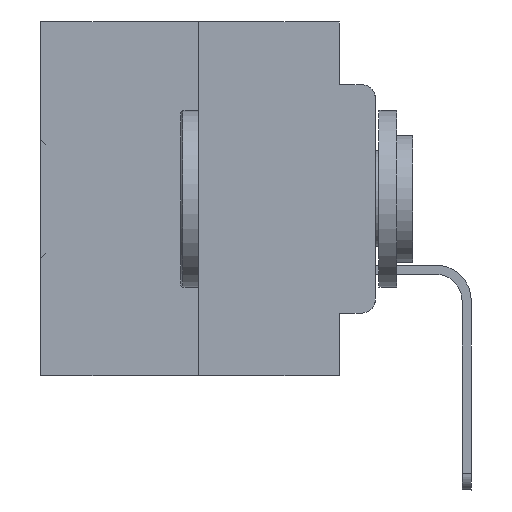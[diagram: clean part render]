
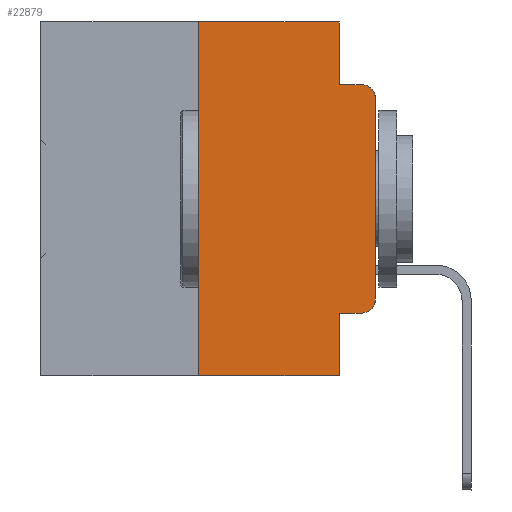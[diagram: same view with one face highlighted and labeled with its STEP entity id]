
A CAD part, left-side view. The second image highlights one B-rep face of the part: STEP entity #22879.
In plain terms, the highlighted planar face has unit normal (-1, 0, 0).
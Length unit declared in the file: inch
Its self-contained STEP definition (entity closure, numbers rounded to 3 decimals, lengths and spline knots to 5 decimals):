
#136 = LINE ( 'NONE', #6997, #7496 ) ;
#946 = VECTOR ( 'NONE', #31645, 39.37008 ) ;
#947 = CARTESIAN_POINT ( 'NONE',  ( 0., 0.051, -0.4115 ) ) ;
#999 = ORIENTED_EDGE ( 'NONE', *, *, #31173, .F. ) ;
#1546 = DIRECTION ( 'NONE',  ( 0., 0., 1. ) ) ;
#2224 = DIRECTION ( 'NONE',  ( 0., 0., 1. ) ) ;
#2653 = CARTESIAN_POINT ( 'NONE',  ( 0., 0.25, 0. ) ) ;
#2734 = VERTEX_POINT ( 'NONE', #20023 ) ;
#3155 = CARTESIAN_POINT ( 'NONE',  ( 0., 0.473, 0. ) ) ;
#3794 = EDGE_CURVE ( 'NONE', #9550, #5193, #24827, .T. ) ;
#3799 = ORIENTED_EDGE ( 'NONE', *, *, #31123, .F. ) ;
#4382 = VECTOR ( 'NONE', #2224, 39.37008 ) ;
#4518 = CARTESIAN_POINT ( 'NONE',  ( 0., 0., -0.3915 ) ) ;
#4779 = AXIS2_PLACEMENT_3D ( 'NONE', #3155, #11449, #33027 ) ;
#5193 = VERTEX_POINT ( 'NONE', #4518 ) ;
#5226 = DIRECTION ( 'NONE',  ( 0., 0., -1. ) ) ;
#5429 = PLANE ( 'NONE',  #4779 ) ;
#6997 = CARTESIAN_POINT ( 'NONE',  ( 0., 0., 0. ) ) ;
#7254 = VERTEX_POINT ( 'NONE', #22996 ) ;
#7496 = VECTOR ( 'NONE', #1546, 39.37008 ) ;
#7812 = DIRECTION ( 'NONE',  ( 0., -1., 0. ) ) ;
#8364 = CARTESIAN_POINT ( 'NONE',  ( 0., 0.02, -0.4115 ) ) ;
#9349 = EDGE_CURVE ( 'NONE', #2734, #33324, #28774, .T. ) ;
#9550 = VERTEX_POINT ( 'NONE', #8364 ) ;
#9577 = LINE ( 'NONE', #17661, #946 ) ;
#11386 = EDGE_CURVE ( 'NONE', #35159, #34420, #32090, .T. ) ;
#11449 = DIRECTION ( 'NONE',  ( 1., 0., 0. ) ) ;
#12003 = VECTOR ( 'NONE', #33010, 39.37008 ) ;
#12176 = ORIENTED_EDGE ( 'NONE', *, *, #21836, .F. ) ;
#12184 = LINE ( 'NONE', #32361, #4382 ) ;
#12301 = EDGE_CURVE ( 'NONE', #5193, #2734, #136, .T. ) ;
#13859 = DIRECTION ( 'NONE',  ( 0., 0., -1. ) ) ;
#14194 = AXIS2_PLACEMENT_3D ( 'NONE', #18496, #21384, #5226 ) ;
#14455 = ORIENTED_EDGE ( 'NONE', *, *, #28220, .T. ) ;
#14821 = EDGE_CURVE ( 'NONE', #35159, #22875, #12184, .T. ) ;
#16617 = CARTESIAN_POINT ( 'NONE',  ( 0., 0.02, -0.0885 ) ) ;
#17661 = CARTESIAN_POINT ( 'NONE',  ( 0., 0.473, 0. ) ) ;
#17794 = AXIS2_PLACEMENT_3D ( 'NONE', #28088, #28208, #33516 ) ;
#18463 = VECTOR ( 'NONE', #13859, 39.37008 ) ;
#18496 = CARTESIAN_POINT ( 'NONE',  ( 0., 0.02, -0.1085 ) ) ;
#18683 = VERTEX_POINT ( 'NONE', #20815 ) ;
#18973 = CARTESIAN_POINT ( 'NONE',  ( 0., 0.051, -0.5 ) ) ;
#19516 = CARTESIAN_POINT ( 'NONE',  ( 0., 0.051, 0. ) ) ;
#19641 = CARTESIAN_POINT ( 'NONE',  ( 0., 0.051, 0. ) ) ;
#20023 = CARTESIAN_POINT ( 'NONE',  ( 0., 0., -0.1085 ) ) ;
#20056 = CARTESIAN_POINT ( 'NONE',  ( 0., 0.473, -0.5 ) ) ;
#20150 = DIRECTION ( 'NONE',  ( 0., -1., 0. ) ) ;
#20200 = LINE ( 'NONE', #19516, #12003 ) ;
#20272 = CARTESIAN_POINT ( 'NONE',  ( 0., 0.051, -0.4115 ) ) ;
#20628 = LINE ( 'NONE', #19641, #18463 ) ;
#20815 = CARTESIAN_POINT ( 'NONE',  ( 0., 0.051, -0.0885 ) ) ;
#21384 = DIRECTION ( 'NONE',  ( -1., 0., 0. ) ) ;
#21836 = EDGE_CURVE ( 'NONE', #22875, #7254, #9577, .T. ) ;
#22093 = VECTOR ( 'NONE', #20150, 39.37008 ) ;
#22529 = LINE ( 'NONE', #20272, #22093 ) ;
#22875 = VERTEX_POINT ( 'NONE', #2653 ) ;
#22879 = ADVANCED_FACE ( 'NONE', ( #23315 ), #5429, .F. ) ;
#22996 = CARTESIAN_POINT ( 'NONE',  ( 0., 0.051, 0. ) ) ;
#23315 = FACE_OUTER_BOUND ( 'NONE', #28604, .T. ) ;
#23908 = VERTEX_POINT ( 'NONE', #947 ) ;
#24440 = CARTESIAN_POINT ( 'NONE',  ( 0., 0.051, -0.0885 ) ) ;
#24827 = CIRCLE ( 'NONE', #17794, 0.02 ) ;
#24990 = DIRECTION ( 'NONE',  ( 0., -1., 0. ) ) ;
#27611 = ORIENTED_EDGE ( 'NONE', *, *, #9349, .T. ) ;
#28088 = CARTESIAN_POINT ( 'NONE',  ( 0., 0.02, -0.3915 ) ) ;
#28208 = DIRECTION ( 'NONE',  ( -1., 0., 0. ) ) ;
#28216 = ORIENTED_EDGE ( 'NONE', *, *, #11386, .T. ) ;
#28220 = EDGE_CURVE ( 'NONE', #23908, #9550, #22529, .T. ) ;
#28604 = EDGE_LOOP ( 'NONE', ( #32350, #27611, #35107, #3799, #12176, #30621, #28216, #999, #14455, #30701 ) ) ;
#28774 = CIRCLE ( 'NONE', #14194, 0.02 ) ;
#29027 = EDGE_CURVE ( 'NONE', #18683, #33324, #30683, .T. ) ;
#30621 = ORIENTED_EDGE ( 'NONE', *, *, #14821, .F. ) ;
#30683 = LINE ( 'NONE', #24440, #31555 ) ;
#30701 = ORIENTED_EDGE ( 'NONE', *, *, #3794, .T. ) ;
#31095 = CARTESIAN_POINT ( 'NONE',  ( 0., 0.25, -0.5 ) ) ;
#31123 = EDGE_CURVE ( 'NONE', #7254, #18683, #20200, .T. ) ;
#31173 = EDGE_CURVE ( 'NONE', #23908, #34420, #20628, .T. ) ;
#31230 = VECTOR ( 'NONE', #24990, 39.37008 ) ;
#31555 = VECTOR ( 'NONE', #7812, 39.37008 ) ;
#31645 = DIRECTION ( 'NONE',  ( 0., -1., 0. ) ) ;
#32090 = LINE ( 'NONE', #20056, #31230 ) ;
#32350 = ORIENTED_EDGE ( 'NONE', *, *, #12301, .T. ) ;
#32361 = CARTESIAN_POINT ( 'NONE',  ( 0., 0.25, 0. ) ) ;
#33010 = DIRECTION ( 'NONE',  ( 0., 0., -1. ) ) ;
#33027 = DIRECTION ( 'NONE',  ( 0., 0., -1. ) ) ;
#33324 = VERTEX_POINT ( 'NONE', #16617 ) ;
#33516 = DIRECTION ( 'NONE',  ( 0., 0., -1. ) ) ;
#34420 = VERTEX_POINT ( 'NONE', #18973 ) ;
#35107 = ORIENTED_EDGE ( 'NONE', *, *, #29027, .F. ) ;
#35159 = VERTEX_POINT ( 'NONE', #31095 ) ;
